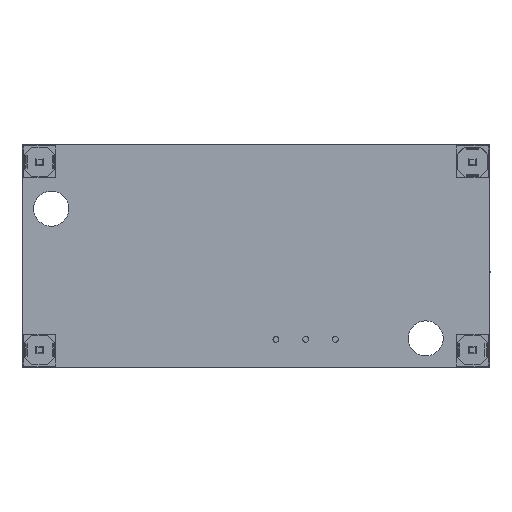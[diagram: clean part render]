
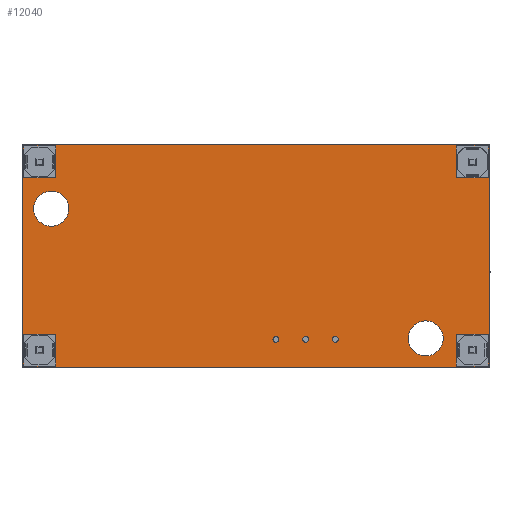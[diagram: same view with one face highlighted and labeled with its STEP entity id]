
A CAD part, front view. The second image highlights one B-rep face of the part: STEP entity #12040.
In plain terms, the highlighted planar face has unit normal (0, -1, 0).
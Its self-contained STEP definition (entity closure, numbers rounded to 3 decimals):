
#553=FACE_BOUND('',#2078,.T.);
#554=FACE_BOUND('',#2079,.T.);
#555=FACE_BOUND('',#2080,.T.);
#556=FACE_BOUND('',#2081,.T.);
#557=FACE_BOUND('',#2082,.T.);
#558=FACE_BOUND('',#2083,.T.);
#594=PLANE('',#13145);
#1343=FACE_OUTER_BOUND('',#2077,.T.);
#2077=EDGE_LOOP('',(#8373,#8374,#8375,#8376));
#2078=EDGE_LOOP('',(#8377));
#2079=EDGE_LOOP('',(#8378));
#2080=EDGE_LOOP('',(#8379,#8380,#8381,#8382));
#2081=EDGE_LOOP('',(#8383,#8384,#8385,#8386));
#2082=EDGE_LOOP('',(#8387,#8388,#8389,#8390));
#2083=EDGE_LOOP('',(#8391,#8392,#8393,#8394));
#2844=LINE('',#17339,#4009);
#2865=LINE('',#17382,#4030);
#2866=LINE('',#17383,#4031);
#2867=LINE('',#17384,#4032);
#2868=LINE('',#17387,#4033);
#2869=LINE('',#17389,#4034);
#2870=LINE('',#17391,#4035);
#2871=LINE('',#17392,#4036);
#2872=LINE('',#17395,#4037);
#2873=LINE('',#17397,#4038);
#2874=LINE('',#17399,#4039);
#2875=LINE('',#17400,#4040);
#2876=LINE('',#17403,#4041);
#2877=LINE('',#17405,#4042);
#2878=LINE('',#17407,#4043);
#2879=LINE('',#17408,#4044);
#2880=LINE('',#17411,#4045);
#2881=LINE('',#17413,#4046);
#2882=LINE('',#17415,#4047);
#2883=LINE('',#17416,#4048);
#4009=VECTOR('',#14163,40.);
#4030=VECTOR('',#14188,40.);
#4031=VECTOR('',#14189,19.091);
#4032=VECTOR('',#14190,19.091);
#4033=VECTOR('',#14191,2.727);
#4034=VECTOR('',#14192,2.727);
#4035=VECTOR('',#14193,2.727);
#4036=VECTOR('',#14194,2.727);
#4037=VECTOR('',#14195,2.727);
#4038=VECTOR('',#14196,2.727);
#4039=VECTOR('',#14197,2.727);
#4040=VECTOR('',#14198,2.727);
#4041=VECTOR('',#14199,2.727);
#4042=VECTOR('',#14200,2.727);
#4043=VECTOR('',#14201,2.727);
#4044=VECTOR('',#14202,2.727);
#4045=VECTOR('',#14203,2.727);
#4046=VECTOR('',#14204,2.727);
#4047=VECTOR('',#14205,2.727);
#4048=VECTOR('',#14206,2.727);
#5171=CIRCLE('',#13139,1.5);
#5173=CIRCLE('',#13142,1.5);
#5493=VERTEX_POINT('',#17323);
#5495=VERTEX_POINT('',#17329);
#5498=VERTEX_POINT('',#17336);
#5499=VERTEX_POINT('',#17338);
#5518=VERTEX_POINT('',#17380);
#5519=VERTEX_POINT('',#17381);
#5520=VERTEX_POINT('',#17385);
#5521=VERTEX_POINT('',#17386);
#5522=VERTEX_POINT('',#17388);
#5523=VERTEX_POINT('',#17390);
#5524=VERTEX_POINT('',#17393);
#5525=VERTEX_POINT('',#17394);
#5526=VERTEX_POINT('',#17396);
#5527=VERTEX_POINT('',#17398);
#5528=VERTEX_POINT('',#17401);
#5529=VERTEX_POINT('',#17402);
#5530=VERTEX_POINT('',#17404);
#5531=VERTEX_POINT('',#17406);
#5532=VERTEX_POINT('',#17409);
#5533=VERTEX_POINT('',#17410);
#5534=VERTEX_POINT('',#17412);
#5535=VERTEX_POINT('',#17414);
#6584=EDGE_CURVE('',#5493,#5493,#5171,.T.);
#6587=EDGE_CURVE('',#5495,#5495,#5173,.T.);
#6590=EDGE_CURVE('',#5498,#5499,#2844,.T.);
#6611=EDGE_CURVE('',#5518,#5519,#2865,.T.);
#6612=EDGE_CURVE('',#5499,#5518,#2866,.T.);
#6613=EDGE_CURVE('',#5519,#5498,#2867,.T.);
#6614=EDGE_CURVE('',#5520,#5521,#2868,.T.);
#6615=EDGE_CURVE('',#5521,#5522,#2869,.T.);
#6616=EDGE_CURVE('',#5522,#5523,#2870,.T.);
#6617=EDGE_CURVE('',#5523,#5520,#2871,.T.);
#6618=EDGE_CURVE('',#5524,#5525,#2872,.T.);
#6619=EDGE_CURVE('',#5525,#5526,#2873,.T.);
#6620=EDGE_CURVE('',#5526,#5527,#2874,.T.);
#6621=EDGE_CURVE('',#5527,#5524,#2875,.T.);
#6622=EDGE_CURVE('',#5528,#5529,#2876,.T.);
#6623=EDGE_CURVE('',#5529,#5530,#2877,.T.);
#6624=EDGE_CURVE('',#5530,#5531,#2878,.T.);
#6625=EDGE_CURVE('',#5531,#5528,#2879,.T.);
#6626=EDGE_CURVE('',#5532,#5533,#2880,.T.);
#6627=EDGE_CURVE('',#5533,#5534,#2881,.T.);
#6628=EDGE_CURVE('',#5534,#5535,#2882,.T.);
#6629=EDGE_CURVE('',#5535,#5532,#2883,.T.);
#8373=ORIENTED_EDGE('',*,*,#6611,.F.);
#8374=ORIENTED_EDGE('',*,*,#6612,.F.);
#8375=ORIENTED_EDGE('',*,*,#6590,.F.);
#8376=ORIENTED_EDGE('',*,*,#6613,.F.);
#8377=ORIENTED_EDGE('',*,*,#6584,.T.);
#8378=ORIENTED_EDGE('',*,*,#6587,.T.);
#8379=ORIENTED_EDGE('',*,*,#6614,.T.);
#8380=ORIENTED_EDGE('',*,*,#6615,.T.);
#8381=ORIENTED_EDGE('',*,*,#6616,.T.);
#8382=ORIENTED_EDGE('',*,*,#6617,.T.);
#8383=ORIENTED_EDGE('',*,*,#6618,.T.);
#8384=ORIENTED_EDGE('',*,*,#6619,.T.);
#8385=ORIENTED_EDGE('',*,*,#6620,.T.);
#8386=ORIENTED_EDGE('',*,*,#6621,.T.);
#8387=ORIENTED_EDGE('',*,*,#6622,.T.);
#8388=ORIENTED_EDGE('',*,*,#6623,.T.);
#8389=ORIENTED_EDGE('',*,*,#6624,.T.);
#8390=ORIENTED_EDGE('',*,*,#6625,.T.);
#8391=ORIENTED_EDGE('',*,*,#6626,.T.);
#8392=ORIENTED_EDGE('',*,*,#6627,.T.);
#8393=ORIENTED_EDGE('',*,*,#6628,.T.);
#8394=ORIENTED_EDGE('',*,*,#6629,.T.);
#12040=ADVANCED_FACE('',(#1343,#553,#554,#555,#556,#557,#558),#594,.F.);
#13139=AXIS2_PLACEMENT_3D('',#17325,#14150,#14151);
#13142=AXIS2_PLACEMENT_3D('',#17331,#14157,#14158);
#13145=AXIS2_PLACEMENT_3D('',#17379,#14186,#14187);
#14150=DIRECTION('center_axis',(0.,1.,0.));
#14151=DIRECTION('ref_axis',(-1.,0.,0.));
#14157=DIRECTION('center_axis',(0.,1.,0.));
#14158=DIRECTION('ref_axis',(-1.,0.,0.));
#14163=DIRECTION('',(-1.,0.,0.));
#14186=DIRECTION('center_axis',(0.,1.,0.));
#14187=DIRECTION('ref_axis',(0.,0.,1.));
#14188=DIRECTION('',(1.,0.,0.));
#14189=DIRECTION('',(0.,0.,1.));
#14190=DIRECTION('',(0.,0.,-1.));
#14191=DIRECTION('',(0.,0.,-1.));
#14192=DIRECTION('',(-1.,0.,0.));
#14193=DIRECTION('',(0.,0.,1.));
#14194=DIRECTION('',(1.,0.,0.));
#14195=DIRECTION('',(1.,0.,0.));
#14196=DIRECTION('',(0.,0.,-1.));
#14197=DIRECTION('',(-1.,0.,0.));
#14198=DIRECTION('',(0.,0.,1.));
#14199=DIRECTION('',(-1.,0.,0.));
#14200=DIRECTION('',(0.,0.,1.));
#14201=DIRECTION('',(1.,0.,0.));
#14202=DIRECTION('',(0.,0.,-1.));
#14203=DIRECTION('',(0.,0.,1.));
#14204=DIRECTION('',(1.,0.,0.));
#14205=DIRECTION('',(0.,0.,-1.));
#14206=DIRECTION('',(-1.,0.,0.));
#17323=CARTESIAN_POINT('',(35.909,19.905,26.132));
#17325=CARTESIAN_POINT('Origin',(34.409,19.905,26.132));
#17329=CARTESIAN_POINT('',(3.909,19.905,37.223));
#17331=CARTESIAN_POINT('Origin',(2.409,19.905,37.223));
#17336=CARTESIAN_POINT('',(39.909,19.905,23.632));
#17338=CARTESIAN_POINT('',(-0.091,19.905,23.632));
#17339=CARTESIAN_POINT('',(39.909,19.905,23.632));
#17379=CARTESIAN_POINT('Origin',(19.909,19.905,33.178));
#17380=CARTESIAN_POINT('',(-0.091,19.905,42.723));
#17381=CARTESIAN_POINT('',(39.909,19.905,42.723));
#17382=CARTESIAN_POINT('',(-0.091,19.905,42.723));
#17383=CARTESIAN_POINT('',(-0.091,19.905,23.632));
#17384=CARTESIAN_POINT('',(39.909,19.905,42.723));
#17385=CARTESIAN_POINT('',(39.773,19.905,42.587));
#17386=CARTESIAN_POINT('',(39.773,19.905,39.859));
#17387=CARTESIAN_POINT('',(39.773,19.905,42.587));
#17388=CARTESIAN_POINT('',(37.045,19.905,39.859));
#17389=CARTESIAN_POINT('',(39.773,19.905,39.859));
#17390=CARTESIAN_POINT('',(37.045,19.905,42.587));
#17391=CARTESIAN_POINT('',(37.045,19.905,39.859));
#17392=CARTESIAN_POINT('',(37.045,19.905,42.587));
#17393=CARTESIAN_POINT('',(0.045,19.905,42.587));
#17394=CARTESIAN_POINT('',(2.773,19.905,42.587));
#17395=CARTESIAN_POINT('',(0.045,19.905,42.587));
#17396=CARTESIAN_POINT('',(2.773,19.905,39.859));
#17397=CARTESIAN_POINT('',(2.773,19.905,42.587));
#17398=CARTESIAN_POINT('',(0.045,19.905,39.859));
#17399=CARTESIAN_POINT('',(2.773,19.905,39.859));
#17400=CARTESIAN_POINT('',(0.045,19.905,39.859));
#17401=CARTESIAN_POINT('',(39.773,19.905,23.768));
#17402=CARTESIAN_POINT('',(37.045,19.905,23.768));
#17403=CARTESIAN_POINT('',(39.773,19.905,23.768));
#17404=CARTESIAN_POINT('',(37.045,19.905,26.496));
#17405=CARTESIAN_POINT('',(37.045,19.905,23.768));
#17406=CARTESIAN_POINT('',(39.773,19.905,26.496));
#17407=CARTESIAN_POINT('',(37.045,19.905,26.496));
#17408=CARTESIAN_POINT('',(39.773,19.905,26.496));
#17409=CARTESIAN_POINT('',(0.045,19.905,23.768));
#17410=CARTESIAN_POINT('',(0.045,19.905,26.496));
#17411=CARTESIAN_POINT('',(0.045,19.905,23.768));
#17412=CARTESIAN_POINT('',(2.773,19.905,26.496));
#17413=CARTESIAN_POINT('',(0.045,19.905,26.496));
#17414=CARTESIAN_POINT('',(2.773,19.905,23.768));
#17415=CARTESIAN_POINT('',(2.773,19.905,26.496));
#17416=CARTESIAN_POINT('',(2.773,19.905,23.768));
